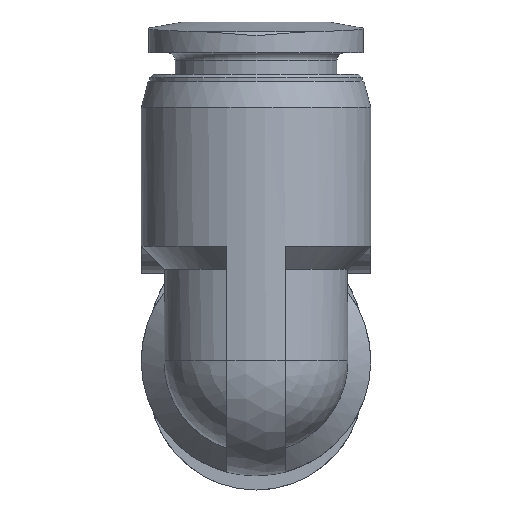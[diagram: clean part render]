
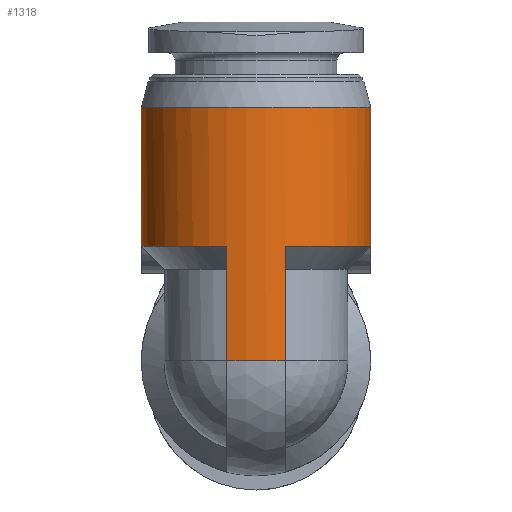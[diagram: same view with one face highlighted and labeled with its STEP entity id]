
A CAD part, left-side view. The second image highlights one B-rep face of the part: STEP entity #1318.
In plain terms, the highlighted cylindrical face has radius 5.25 mm (diameter 10.5 mm), a full revolution.
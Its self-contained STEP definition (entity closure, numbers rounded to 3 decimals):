
#60=LINE('',#1868,#84);
#61=LINE('',#1872,#85);
#84=VECTOR('',#1553,1000.);
#85=VECTOR('',#1556,1000.);
#110=B_SPLINE_CURVE_WITH_KNOTS('',3,(#1850,#1851,#1852,#1853,#1854,#1855,
#1856,#1857,#1858,#1859,#1860,#1861,#1862,#1863),.UNSPECIFIED.,.F.,.F.,
(4,1,1,1,1,1,1,1,1,1,1,4),(0.013,0.014,0.014,
0.015,0.016,0.017,0.019,
0.02,0.022,0.023,0.024,
0.025),.UNSPECIFIED.);
#168=ORIENTED_EDGE('',*,*,#409,.F.);
#169=ORIENTED_EDGE('',*,*,#410,.F.);
#170=ORIENTED_EDGE('',*,*,#411,.T.);
#171=ORIENTED_EDGE('',*,*,#412,.T.);
#172=ORIENTED_EDGE('',*,*,#413,.T.);
#173=ORIENTED_EDGE('',*,*,#414,.F.);
#174=ORIENTED_EDGE('',*,*,#415,.T.);
#409=EDGE_CURVE('',#529,#529,#615,.T.);
#410=EDGE_CURVE('',#530,#531,#110,.T.);
#411=EDGE_CURVE('',#530,#532,#616,.T.);
#412=EDGE_CURVE('',#532,#533,#60,.T.);
#413=EDGE_CURVE('',#533,#534,#617,.T.);
#414=EDGE_CURVE('',#535,#534,#61,.T.);
#415=EDGE_CURVE('',#535,#531,#618,.T.);
#529=VERTEX_POINT('',#1849);
#530=VERTEX_POINT('',#1864);
#531=VERTEX_POINT('',#1865);
#532=VERTEX_POINT('',#1867);
#533=VERTEX_POINT('',#1869);
#534=VERTEX_POINT('',#1871);
#535=VERTEX_POINT('',#1873);
#615=CIRCLE('',#1400,5.25);
#616=CIRCLE('',#1401,5.25);
#617=CIRCLE('',#1402,5.25);
#618=CIRCLE('',#1403,5.25);
#669=EDGE_LOOP('',(#168));
#670=EDGE_LOOP('',(#169,#170,#171,#172,#173,#174));
#766=FACE_BOUND('',#669,.T.);
#767=FACE_BOUND('',#670,.T.);
#858=CYLINDRICAL_SURFACE('',#1399,5.25);
#1318=ADVANCED_FACE('',(#766,#767),#858,.T.);
#1399=AXIS2_PLACEMENT_3D('',#1847,#1547,#1548);
#1400=AXIS2_PLACEMENT_3D('',#1848,#1549,#1550);
#1401=AXIS2_PLACEMENT_3D('',#1866,#1551,#1552);
#1402=AXIS2_PLACEMENT_3D('',#1870,#1554,#1555);
#1403=AXIS2_PLACEMENT_3D('',#1874,#1557,#1558);
#1547=DIRECTION('',(0.,0.,-1.));
#1548=DIRECTION('',(-1.,0.,0.));
#1549=DIRECTION('',(0.,0.,1.));
#1550=DIRECTION('',(0.,-1.,0.));
#1551=DIRECTION('',(0.,0.,1.));
#1552=DIRECTION('',(0.,-1.,0.));
#1553=DIRECTION('',(0.,0.,-1.));
#1554=DIRECTION('',(0.,0.,1.));
#1555=DIRECTION('',(1.,0.,0.));
#1556=DIRECTION('',(0.,0.,-1.));
#1557=DIRECTION('',(0.,0.,1.));
#1558=DIRECTION('',(0.,-1.,0.));
#1847=CARTESIAN_POINT('',(0.,0.,5.25));
#1848=CARTESIAN_POINT('',(0.,0.,11.6));
#1849=CARTESIAN_POINT('',(0.,-5.25,11.6));
#1850=CARTESIAN_POINT('',(4.335,2.962,5.25));
#1851=CARTESIAN_POINT('',(4.231,3.114,5.431));
#1852=CARTESIAN_POINT('',(4.044,3.351,5.86));
#1853=CARTESIAN_POINT('',(3.963,3.443,6.643));
#1854=CARTESIAN_POINT('',(4.129,3.251,7.396));
#1855=CARTESIAN_POINT('',(4.559,2.662,8.159));
#1856=CARTESIAN_POINT('',(5.1,1.537,8.589));
#1857=CARTESIAN_POINT('',(5.325,-0.002,8.703));
#1858=CARTESIAN_POINT('',(5.1,-1.539,8.589));
#1859=CARTESIAN_POINT('',(4.557,-2.664,8.157));
#1860=CARTESIAN_POINT('',(4.13,-3.25,7.397));
#1861=CARTESIAN_POINT('',(3.904,-3.509,6.393));
#1862=CARTESIAN_POINT('',(4.126,-3.267,5.612));
#1863=CARTESIAN_POINT('',(4.335,-2.962,5.25));
#1864=CARTESIAN_POINT('',(4.335,2.962,5.25));
#1865=CARTESIAN_POINT('',(4.335,-2.962,5.25));
#1866=CARTESIAN_POINT('',(0.,0.,5.25));
#1867=CARTESIAN_POINT('',(-5.078,1.333,5.25));
#1868=CARTESIAN_POINT('',(-5.078,1.333,5.25));
#1869=CARTESIAN_POINT('',(-5.078,1.333,0.));
#1870=CARTESIAN_POINT('',(0.,0.,0.));
#1871=CARTESIAN_POINT('',(-5.078,-1.333,0.));
#1872=CARTESIAN_POINT('',(-5.078,-1.333,5.25));
#1873=CARTESIAN_POINT('',(-5.078,-1.333,5.25));
#1874=CARTESIAN_POINT('',(0.,0.,5.25));
